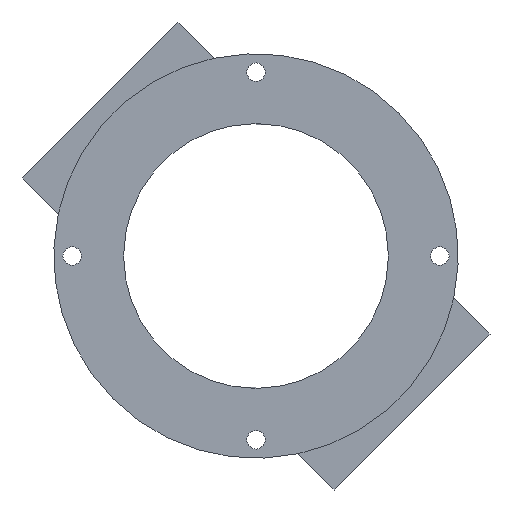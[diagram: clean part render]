
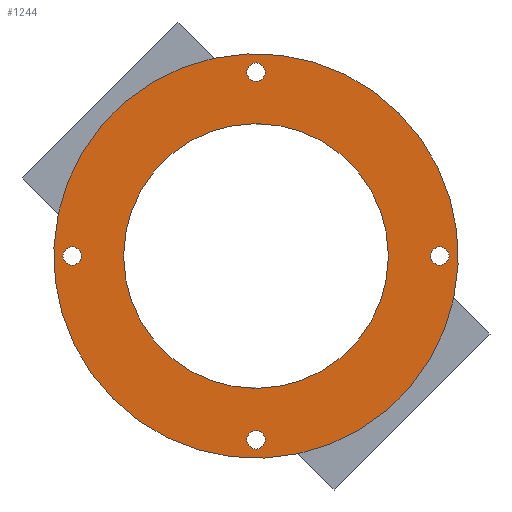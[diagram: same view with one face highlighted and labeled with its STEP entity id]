
A CAD part, front view. The second image highlights one B-rep face of the part: STEP entity #1244.
In plain terms, the highlighted planar face has unit normal (0, -1, 0).
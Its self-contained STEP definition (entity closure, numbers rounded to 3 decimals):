
#1=CARTESIAN_POINT('',(0.,0.,0.));
#2=DIRECTION('',(0.,-1.,0.));
#3=DIRECTION('',(1.,0.,0.));
#4=AXIS2_PLACEMENT_3D('',#1,#2,#3);
#6=CARTESIAN_POINT('',(0.,0.,0.));
#7=DIRECTION('',(0.,-1.,0.));
#8=DIRECTION('',(-1.,0.,0.));
#9=AXIS2_PLACEMENT_3D('',#6,#7,#8);
#11=CARTESIAN_POINT('',(-50.,0.,0.));
#12=DIRECTION('',(0.,1.,0.));
#13=DIRECTION('',(1.,0.,0.));
#14=AXIS2_PLACEMENT_3D('',#11,#12,#13);
#16=CARTESIAN_POINT('',(-50.,0.,0.));
#17=DIRECTION('',(0.,1.,0.));
#18=DIRECTION('',(-1.,0.,0.));
#19=AXIS2_PLACEMENT_3D('',#16,#17,#18);
#21=CARTESIAN_POINT('',(0.,0.,-50.));
#22=DIRECTION('',(0.,1.,0.));
#23=DIRECTION('',(1.,0.,0.));
#24=AXIS2_PLACEMENT_3D('',#21,#22,#23);
#26=CARTESIAN_POINT('',(0.,0.,-50.));
#27=DIRECTION('',(0.,1.,0.));
#28=DIRECTION('',(-1.,0.,0.));
#29=AXIS2_PLACEMENT_3D('',#26,#27,#28);
#31=CARTESIAN_POINT('',(0.,0.,50.));
#32=DIRECTION('',(0.,1.,0.));
#33=DIRECTION('',(1.,0.,0.));
#34=AXIS2_PLACEMENT_3D('',#31,#32,#33);
#36=CARTESIAN_POINT('',(0.,0.,50.));
#37=DIRECTION('',(0.,1.,0.));
#38=DIRECTION('',(-1.,0.,0.));
#39=AXIS2_PLACEMENT_3D('',#36,#37,#38);
#41=CARTESIAN_POINT('',(50.,0.,0.));
#42=DIRECTION('',(0.,1.,0.));
#43=DIRECTION('',(1.,0.,0.));
#44=AXIS2_PLACEMENT_3D('',#41,#42,#43);
#46=CARTESIAN_POINT('',(50.,0.,0.));
#47=DIRECTION('',(0.,1.,0.));
#48=DIRECTION('',(-1.,0.,0.));
#49=AXIS2_PLACEMENT_3D('',#46,#47,#48);
#51=CARTESIAN_POINT('',(0.,0.,0.));
#52=DIRECTION('',(0.,1.,0.));
#53=DIRECTION('',(0.978,0.,-0.207));
#54=AXIS2_PLACEMENT_3D('',#51,#52,#53);
#56=CARTESIAN_POINT('',(0.,0.,0.));
#57=DIRECTION('',(0.,1.,0.));
#58=DIRECTION('',(-0.978,0.,0.207));
#59=AXIS2_PLACEMENT_3D('',#56,#57,#58);
#400=CARTESIAN_POINT('',(0.,0.,0.));
#401=DIRECTION('',(0.,-1.,0.));
#402=DIRECTION('',(-0.978,0.,0.207));
#403=AXIS2_PLACEMENT_3D('',#400,#401,#402);
#409=CARTESIAN_POINT('',(0.,0.,0.));
#410=DIRECTION('',(0.,-1.,0.));
#411=DIRECTION('',(0.978,0.,-0.207));
#412=AXIS2_PLACEMENT_3D('',#409,#410,#411);
#937=CARTESIAN_POINT('',(36.,0.,0.));
#938=CARTESIAN_POINT('',(-36.,0.,0.));
#939=VERTEX_POINT('',#937);
#940=VERTEX_POINT('',#938);
#945=CARTESIAN_POINT('',(-47.5,0.,0.));
#946=CARTESIAN_POINT('',(-52.5,0.,0.));
#947=VERTEX_POINT('',#945);
#948=VERTEX_POINT('',#946);
#949=CARTESIAN_POINT('',(2.5,0.,-50.));
#950=CARTESIAN_POINT('',(-2.5,0.,-50.));
#951=VERTEX_POINT('',#949);
#952=VERTEX_POINT('',#950);
#953=CARTESIAN_POINT('',(2.5,0.,50.));
#954=CARTESIAN_POINT('',(-2.5,0.,50.));
#955=VERTEX_POINT('',#953);
#956=VERTEX_POINT('',#954);
#957=CARTESIAN_POINT('',(52.5,0.,0.));
#958=CARTESIAN_POINT('',(47.5,0.,0.));
#959=VERTEX_POINT('',#957);
#960=VERTEX_POINT('',#958);
#993=CARTESIAN_POINT('',(-53.809,0.,11.383));
#994=CARTESIAN_POINT('',(11.383,0.,-53.809));
#995=VERTEX_POINT('',#993);
#996=VERTEX_POINT('',#994);
#997=CARTESIAN_POINT('',(53.809,0.,-11.383));
#998=CARTESIAN_POINT('',(-11.383,0.,53.809));
#999=VERTEX_POINT('',#997);
#1000=VERTEX_POINT('',#998);
#1199=CARTESIAN_POINT('',(0.,0.,0.));
#1200=DIRECTION('',(0.,1.,0.));
#1201=DIRECTION('',(1.,0.,0.));
#1202=AXIS2_PLACEMENT_3D('',#1199,#1200,#1201);
#1203=PLANE('',#1202);
#1205=ORIENTED_EDGE('',*,*,#1204,.F.);
#1207=ORIENTED_EDGE('',*,*,#1206,.T.);
#1209=ORIENTED_EDGE('',*,*,#1208,.F.);
#1211=ORIENTED_EDGE('',*,*,#1210,.T.);
#1212=EDGE_LOOP('',(#1205,#1207,#1209,#1211));
#1213=FACE_OUTER_BOUND('',#1212,.F.);
#1215=ORIENTED_EDGE('',*,*,#1214,.F.);
#1217=ORIENTED_EDGE('',*,*,#1216,.F.);
#1218=EDGE_LOOP('',(#1215,#1217));
#1219=FACE_BOUND('',#1218,.F.);
#1221=ORIENTED_EDGE('',*,*,#1220,.F.);
#1223=ORIENTED_EDGE('',*,*,#1222,.F.);
#1224=EDGE_LOOP('',(#1221,#1223));
#1225=FACE_BOUND('',#1224,.F.);
#1227=ORIENTED_EDGE('',*,*,#1226,.F.);
#1229=ORIENTED_EDGE('',*,*,#1228,.F.);
#1230=EDGE_LOOP('',(#1227,#1229));
#1231=FACE_BOUND('',#1230,.F.);
#1233=ORIENTED_EDGE('',*,*,#1232,.F.);
#1235=ORIENTED_EDGE('',*,*,#1234,.F.);
#1236=EDGE_LOOP('',(#1233,#1235));
#1237=FACE_BOUND('',#1236,.F.);
#1239=ORIENTED_EDGE('',*,*,#1238,.T.);
#1241=ORIENTED_EDGE('',*,*,#1240,.T.);
#1242=EDGE_LOOP('',(#1239,#1241));
#1243=FACE_BOUND('',#1242,.F.);
#1244=ADVANCED_FACE('',(#1213,#1219,#1225,#1231,#1237,#1243),#1203,.F.);
#5=CIRCLE('',#4,36.);
#10=CIRCLE('',#9,36.);
#15=CIRCLE('',#14,2.5);
#20=CIRCLE('',#19,2.5);
#25=CIRCLE('',#24,2.5);
#30=CIRCLE('',#29,2.5);
#35=CIRCLE('',#34,2.5);
#40=CIRCLE('',#39,2.5);
#45=CIRCLE('',#44,2.5);
#50=CIRCLE('',#49,2.5);
#55=CIRCLE('',#54,55.);
#60=CIRCLE('',#59,55.);
#404=CIRCLE('',#403,55.);
#413=CIRCLE('',#412,55.);
#1204=EDGE_CURVE('',#999,#1000,#413,.T.);
#1206=EDGE_CURVE('',#999,#996,#55,.T.);
#1208=EDGE_CURVE('',#995,#996,#404,.T.);
#1210=EDGE_CURVE('',#995,#1000,#60,.T.);
#1214=EDGE_CURVE('',#947,#948,#15,.T.);
#1216=EDGE_CURVE('',#948,#947,#20,.T.);
#1220=EDGE_CURVE('',#951,#952,#25,.T.);
#1222=EDGE_CURVE('',#952,#951,#30,.T.);
#1226=EDGE_CURVE('',#955,#956,#35,.T.);
#1228=EDGE_CURVE('',#956,#955,#40,.T.);
#1232=EDGE_CURVE('',#959,#960,#45,.T.);
#1234=EDGE_CURVE('',#960,#959,#50,.T.);
#1238=EDGE_CURVE('',#939,#940,#5,.T.);
#1240=EDGE_CURVE('',#940,#939,#10,.T.);
